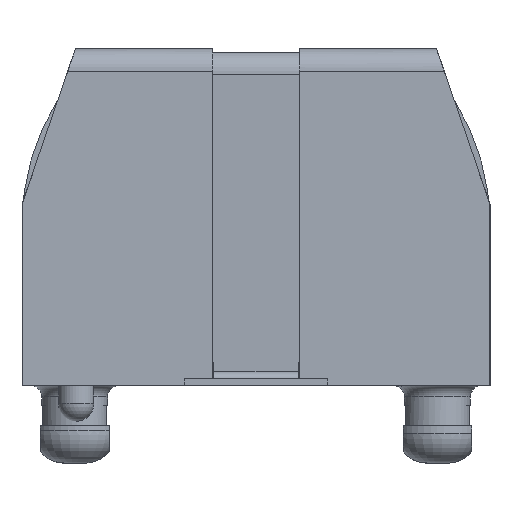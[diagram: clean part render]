
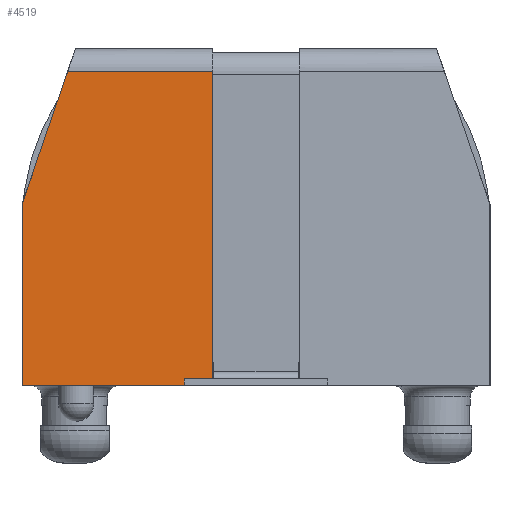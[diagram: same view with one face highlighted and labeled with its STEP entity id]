
A CAD part, left-side view. The second image highlights one B-rep face of the part: STEP entity #4519.
In plain terms, the highlighted planar face has unit normal (-1, 0, 0.018).
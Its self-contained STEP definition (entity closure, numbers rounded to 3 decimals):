
#447=ORIENTED_EDGE('',*,*,#1375,.F.);
#448=ORIENTED_EDGE('',*,*,#1360,.T.);
#449=ORIENTED_EDGE('',*,*,#1376,.F.);
#450=ORIENTED_EDGE('',*,*,#1377,.F.);
#451=ORIENTED_EDGE('',*,*,#1378,.F.);
#1360=EDGE_CURVE('',#1829,#1827,#2154,.T.);
#1375=EDGE_CURVE('',#1829,#1843,#2162,.T.);
#1376=EDGE_CURVE('',#1844,#1827,#2163,.T.);
#1377=EDGE_CURVE('',#1845,#1844,#2164,.T.);
#1378=EDGE_CURVE('',#1843,#1845,#2165,.T.);
#1827=VERTEX_POINT('',#6263);
#1829=VERTEX_POINT('',#6266);
#1843=VERTEX_POINT('',#6308);
#1844=VERTEX_POINT('',#6310);
#1845=VERTEX_POINT('',#6312);
#2154=LINE('',#6265,#2559);
#2162=LINE('',#6307,#2567);
#2163=LINE('',#6309,#2568);
#2164=LINE('',#6311,#2569);
#2165=LINE('',#6313,#2570);
#2559=VECTOR('',#5227,1000.);
#2567=VECTOR('',#5251,1000.);
#2568=VECTOR('',#5252,1000.);
#2569=VECTOR('',#5253,1000.);
#2570=VECTOR('',#5254,1000.);
#2899=EDGE_LOOP('',(#447,#448,#449,#450,#451));
#3096=FACE_BOUND('',#2899,.T.);
#3270=PLANE('',#4754);
#4519=ADVANCED_FACE('',(#3096),#3270,.T.);
#4754=AXIS2_PLACEMENT_3D('',#6306,#5249,#5250);
#5227=DIRECTION('',(0.,1.,0.));
#5249=DIRECTION('',(-1.,0.,0.017));
#5250=DIRECTION('',(-0.017,0.,-1.));
#5251=DIRECTION('',(-0.017,0.,-1.));
#5252=DIRECTION('',(0.017,-0.326,0.945));
#5253=DIRECTION('',(0.017,0.,1.));
#5254=DIRECTION('',(0.,1.,0.));
#6263=CARTESIAN_POINT('',(-38.285,8.307,13.861));
#6265=CARTESIAN_POINT('',(-38.285,7.964,13.861));
#6266=CARTESIAN_POINT('',(-38.285,1.905,13.861));
#6306=CARTESIAN_POINT('',(-38.557,10.325,-1.727));
#6307=CARTESIAN_POINT('',(-38.557,1.905,-1.727));
#6308=CARTESIAN_POINT('',(-38.527,1.905,0.001));
#6309=CARTESIAN_POINT('',(-38.539,13.32,-0.696));
#6310=CARTESIAN_POINT('',(-38.387,10.325,8.002));
#6311=CARTESIAN_POINT('',(-38.557,10.325,-1.727));
#6312=CARTESIAN_POINT('',(-38.527,10.325,0.001));
#6313=CARTESIAN_POINT('',(-38.527,10.325,0.001));
